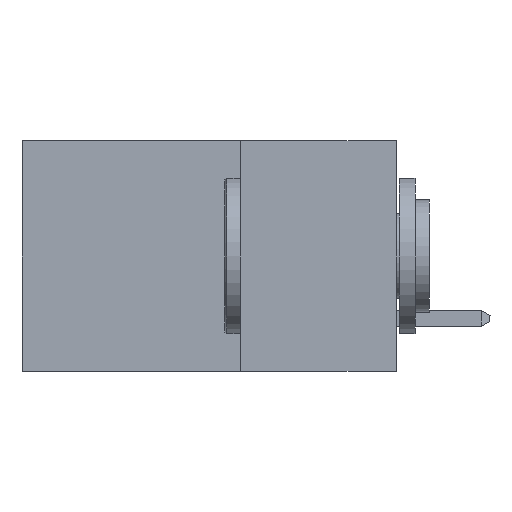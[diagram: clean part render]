
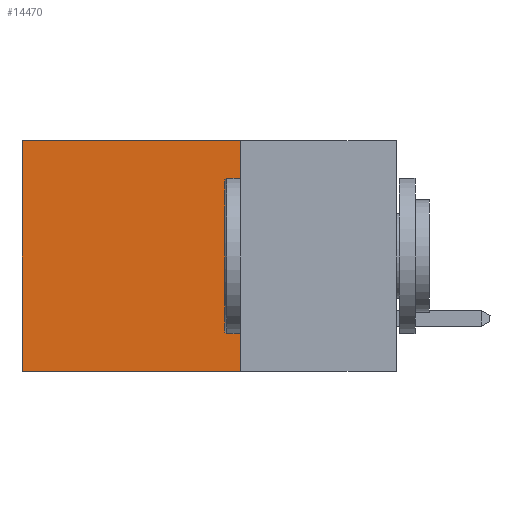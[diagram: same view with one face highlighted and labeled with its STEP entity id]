
A CAD part, left-side view. The second image highlights one B-rep face of the part: STEP entity #14470.
In plain terms, the highlighted planar face has unit normal (-1, 0, 0).
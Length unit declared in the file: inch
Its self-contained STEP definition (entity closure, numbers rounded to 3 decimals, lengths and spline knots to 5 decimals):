
#312 = ORIENTED_EDGE ( 'NONE', *, *, #21843, .F. ) ;
#576 = EDGE_CURVE ( 'NONE', #11228, #4897, #23702, .T. ) ;
#1282 = DIRECTION ( 'NONE',  ( 0., 0., -1. ) ) ;
#1392 = CARTESIAN_POINT ( 'NONE',  ( 0.2615, 0.25, -0.37 ) ) ;
#2155 = VERTEX_POINT ( 'NONE', #20695 ) ;
#2536 = PLANE ( 'NONE',  #18676 ) ;
#2650 = DIRECTION ( 'NONE',  ( 0., 1., 0. ) ) ;
#4150 = DIRECTION ( 'NONE',  ( 0., 0., -1. ) ) ;
#4593 = ORIENTED_EDGE ( 'NONE', *, *, #20099, .T. ) ;
#4897 = VERTEX_POINT ( 'NONE', #10929 ) ;
#6854 = EDGE_LOOP ( 'NONE', ( #16550, #17373, #312, #4593 ) ) ;
#10929 = CARTESIAN_POINT ( 'NONE',  ( 0.2615, 0.6, -0.37 ) ) ;
#11228 = VERTEX_POINT ( 'NONE', #22201 ) ;
#12538 = CARTESIAN_POINT ( 'NONE',  ( 0.2615, 0.25, -0.37 ) ) ;
#12767 = DIRECTION ( 'NONE',  ( 1., 0., 0. ) ) ;
#14470 = ADVANCED_FACE ( 'NONE', ( #19138 ), #2536, .F. ) ;
#14575 = CARTESIAN_POINT ( 'NONE',  ( 0.2615, 0.25, 0. ) ) ;
#14691 = VECTOR ( 'NONE', #4150, 39.37008 ) ;
#14950 = VECTOR ( 'NONE', #17750, 39.37008 ) ;
#15138 = LINE ( 'NONE', #22583, #14691 ) ;
#16002 = EDGE_CURVE ( 'NONE', #2155, #4897, #15138, .T. ) ;
#16350 = VECTOR ( 'NONE', #2650, 39.37008 ) ;
#16550 = ORIENTED_EDGE ( 'NONE', *, *, #16002, .T. ) ;
#17304 = VERTEX_POINT ( 'NONE', #14575 ) ;
#17373 = ORIENTED_EDGE ( 'NONE', *, *, #576, .F. ) ;
#17750 = DIRECTION ( 'NONE',  ( 0., 1., 0. ) ) ;
#17869 = LINE ( 'NONE', #1392, #19132 ) ;
#18676 = AXIS2_PLACEMENT_3D ( 'NONE', #12538, #12767, #23749 ) ;
#19132 = VECTOR ( 'NONE', #1282, 39.37008 ) ;
#19138 = FACE_OUTER_BOUND ( 'NONE', #6854, .T. ) ;
#19262 = LINE ( 'NONE', #23018, #16350 ) ;
#19576 = CARTESIAN_POINT ( 'NONE',  ( 0.2615, 0.25, -0.37 ) ) ;
#20099 = EDGE_CURVE ( 'NONE', #17304, #2155, #19262, .T. ) ;
#20695 = CARTESIAN_POINT ( 'NONE',  ( 0.2615, 0.6, 0. ) ) ;
#21843 = EDGE_CURVE ( 'NONE', #17304, #11228, #17869, .T. ) ;
#22201 = CARTESIAN_POINT ( 'NONE',  ( 0.2615, 0.25, -0.37 ) ) ;
#22583 = CARTESIAN_POINT ( 'NONE',  ( 0.2615, 0.6, -0.37 ) ) ;
#23018 = CARTESIAN_POINT ( 'NONE',  ( 0.2615, 0.25, 0. ) ) ;
#23702 = LINE ( 'NONE', #19576, #14950 ) ;
#23749 = DIRECTION ( 'NONE',  ( 0., 0., -1. ) ) ;
